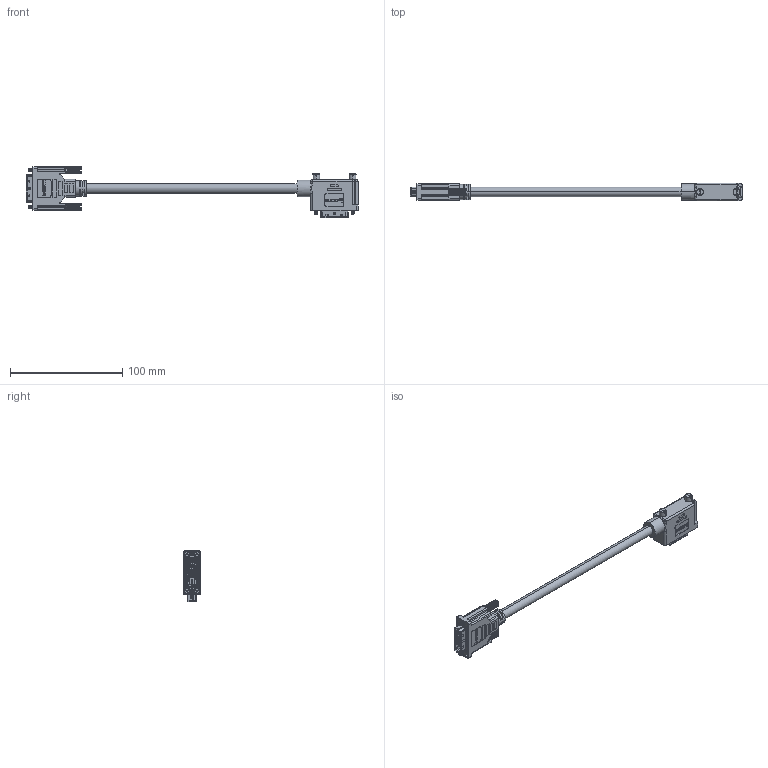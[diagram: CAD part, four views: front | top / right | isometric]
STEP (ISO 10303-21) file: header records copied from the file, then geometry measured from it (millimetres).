
FILE_DESCRIPTION (( 'STEP AP214' ), '1' );
FILE_NAME ('DVIDD-RA3Z.STEP', '2013-04-23T13:45:42', ( 'x' ), ( '' ), 'SwSTEP 2.0', 'SolidWorks 2012', '' );
FILE_SCHEMA (( 'AUTOMOTIVE_DESIGN' ));
Length unit declared in the file: inch
Products named in the file (13): DVI-DL(24+1)MM ASM1_NEW LOGO; DVI-DL(24+1)M HOUSING_默认1_WITH NEW LOGO; DVI-DL(24+1)M METAL CAN_默认1; SCREW_默认1; dvi-DL(24+1)MM+inner molding_默认1; MTN-670_DL_Left exit with thumbscrews; 1AJ06-076_SUPRESSED KNURL; MTN-671_left exit_DL; 1AH01-009___; MTN-671; MTN-670_Left exit; DVI-DL CABLELINE_默认1; DVIDD-RA3Z
Assembly tree (14 placements, depth 4):
  DVIDD-RA3Z
    DVI-DL CABLELINE_默认1
    MTN-670_DL_Left exit with thumbscrews
      MTN-670_Left exit
      MTN-671_left exit_DL
        MTN-671
        1AH01-009___
      1AJ06-076_SUPRESSED KNURL  x2
    DVI-DL(24+1)MM ASM1_NEW LOGO
      dvi-DL(24+1)MM+inner molding_默认1
      SCREW_默认1  x2
      DVI-DL(24+1)M METAL CAN_默认1
      DVI-DL(24+1)M HOUSING_默认1_WITH NEW LOGO
Bounding box: 295.24 x 15.6 x 45.4 mm (x, y, z)
Volume: 50404.9 mm3; surface area: 38290.9 mm2
Topology: 20 solids, 20 shells, 3143 faces, 8129 edges, 5211 vertices
Faces by surface type: plane 1986, cylinder 550, bspline 478, cone 106, torus 23
Entity records: 98828 total; most frequent: CARTESIAN_POINT 29376, ORIENTED_EDGE 14840, DIRECTION 12897, EDGE_CURVE 7420, VECTOR 5651, LINE 5651, VERTEX_POINT 4748, AXIS2_PLACEMENT_3D 3623
